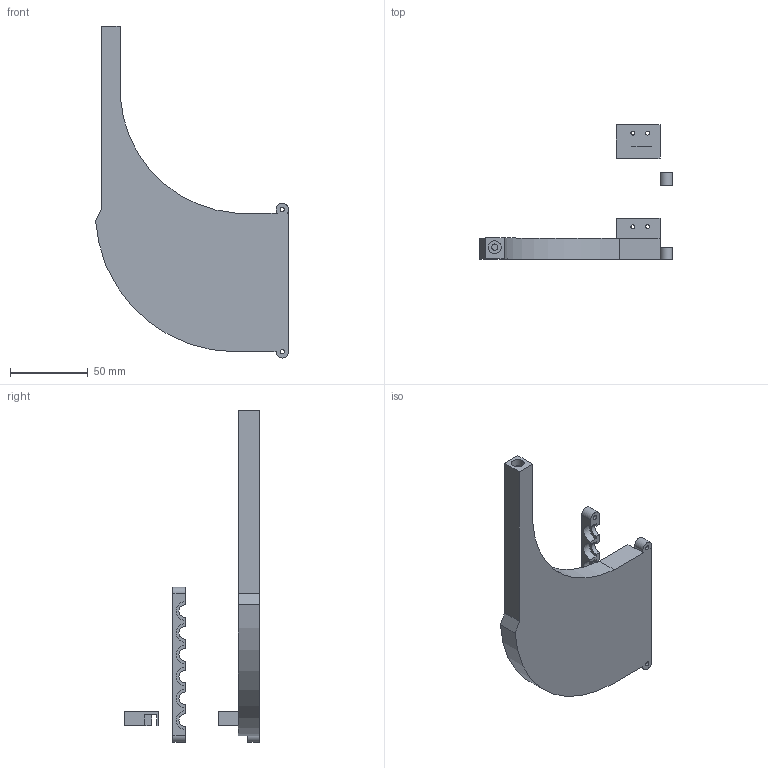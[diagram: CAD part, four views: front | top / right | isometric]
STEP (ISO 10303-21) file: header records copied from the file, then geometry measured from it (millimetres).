
FILE_DESCRIPTION(/* description */ (''),/* implementation_level */ '2;1');
FILE_NAME(/* name */ 'SplitterMeme-1piece v8 v12.step',/* time_stamp */ '2018-07-03T14:59:38-07:00',/* author */ ('matthew.morley.ca'),/* organization */ (''),/* preprocessor_version */ 'ST-DEVELOPER v17',/* originating_system */ 'Autodesk Translation Framework v7.1.0.215',/* authorisation */ '');
FILE_SCHEMA (('AUTOMOTIVE_DESIGN { 1 0 10303 214 3 1 1 }'));
Length unit declared in the file: millimetre
Products named in the file (1): SplitterMeme-1piece v8
Bounding box: 123.8 x 86.47 x 213 mm (x, y, z)
Volume: 159385.5 mm3; surface area: 49565.2 mm2
Topology: 3 solids, 3 shells, 282 faces, 761 edges, 473 vertices
Faces by surface type: plane 199, cylinder 55, cone 24, bspline 4
Full cylindrical faces by diameter (mm): 2.429 x2, 2.442 x2, 2.75 x2, 3 x2, 4.1 x7, 8.2 x1
Entity records: 8909 total; most frequent: CARTESIAN_POINT 1679, ORIENTED_EDGE 1522, DIRECTION 1502, EDGE_CURVE 761, LINE 510, VECTOR 510, AXIS2_PLACEMENT_3D 496, VERTEX_POINT 473
